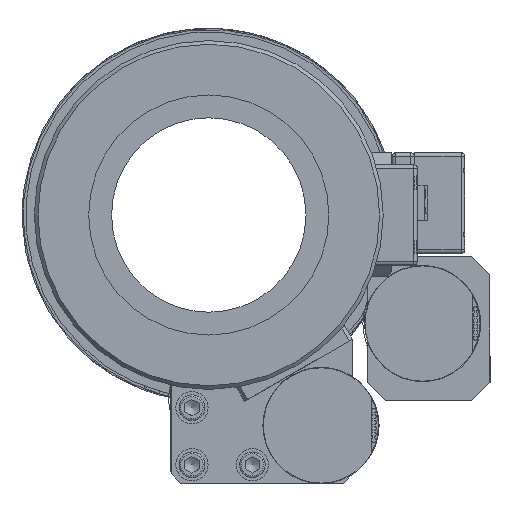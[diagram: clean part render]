
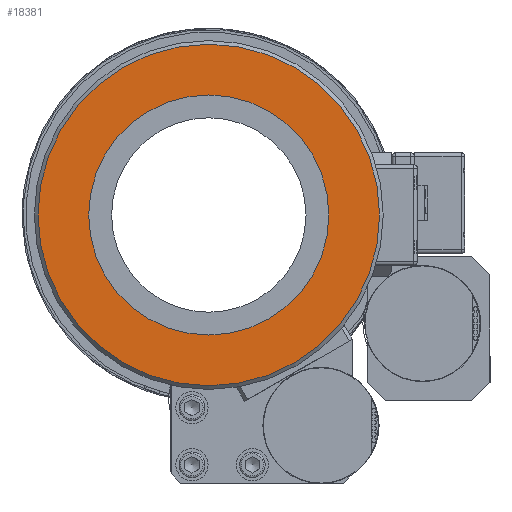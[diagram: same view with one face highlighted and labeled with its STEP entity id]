
A CAD part, front view. The second image highlights one B-rep face of the part: STEP entity #18381.
In plain terms, the highlighted face is planar.
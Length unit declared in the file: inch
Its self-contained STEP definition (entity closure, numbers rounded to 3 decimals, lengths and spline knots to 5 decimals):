
#18350=CARTESIAN_POINT('',(0.67903,0.933,0.));
#18351=VERTEX_POINT('',#18350);
#18352=CARTESIAN_POINT('',(0.67903,0.0,0.0));
#18353=DIRECTION('',(-1.0,0.0,0.0));
#18354=DIRECTION('',(0.0,-1.0,0.0));
#18355=AXIS2_PLACEMENT_3D('',#18352,#18353,#18354);
#18356=CIRCLE('',#18355,0.933);
#18357=EDGE_CURVE('',#18351,#18351,#18356,.T.);
#18362=CARTESIAN_POINT('',(0.67903,0.77557,0.0));
#18363=DIRECTION('',(1.0,0.0,0.0));
#18364=DIRECTION('',(0.0,0.0,-1.0));
#18365=AXIS2_PLACEMENT_3D('',#18362,#18363,#18364);
#18366=PLANE('',#18365);
#18367=ORIENTED_EDGE('',*,*,#18357,.F.);
#18368=EDGE_LOOP('',(#18367));
#18369=FACE_OUTER_BOUND('',#18368,.T.);
#18370=CARTESIAN_POINT('',(0.67903,0.59813,0.0));
#18371=VERTEX_POINT('',#18370);
#18372=CARTESIAN_POINT('',(0.67903,0.0,0.0));
#18373=DIRECTION('',(1.0,0.0,0.0));
#18374=DIRECTION('',(0.0,1.0,0.0));
#18375=AXIS2_PLACEMENT_3D('',#18372,#18373,#18374);
#18376=CIRCLE('',#18375,0.59813);
#18377=EDGE_CURVE('',#18371,#18371,#18376,.T.);
#18378=ORIENTED_EDGE('',*,*,#18377,.F.);
#18379=EDGE_LOOP('',(#18378));
#18380=FACE_BOUND('',#18379,.T.);
#18381=ADVANCED_FACE('',(#18369,#18380),#18366,.T.);
